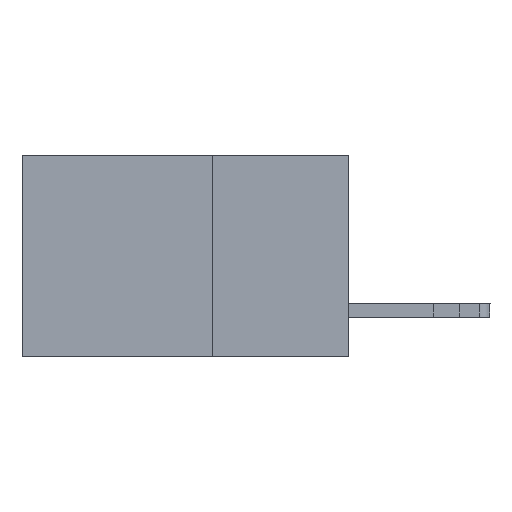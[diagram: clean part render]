
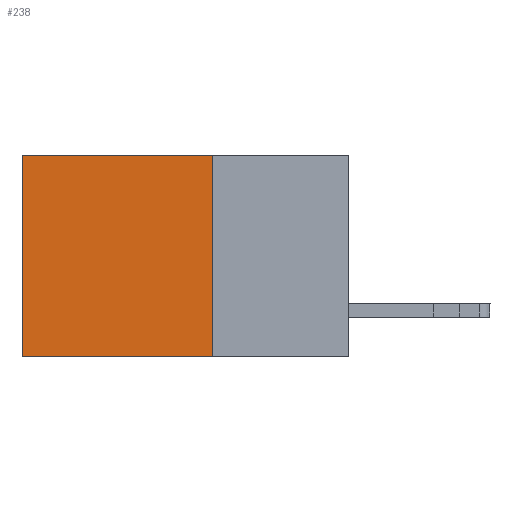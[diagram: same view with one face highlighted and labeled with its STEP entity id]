
A CAD part, left-side view. The second image highlights one B-rep face of the part: STEP entity #238.
In plain terms, the highlighted planar face has unit normal (-1, 0, 0).
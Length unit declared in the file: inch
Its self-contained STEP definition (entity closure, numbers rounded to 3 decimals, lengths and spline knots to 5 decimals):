
#58 = AXIS2_PLACEMENT_3D ( 'NONE', #17530, #3958, #13111 ) ;
#191 = CARTESIAN_POINT ( 'NONE',  ( 0.298, 0.6, 0. ) ) ;
#238 = ADVANCED_FACE ( 'NONE', ( #10247 ), #15889, .F. ) ;
#552 = DIRECTION ( 'NONE',  ( 0., 1., 0. ) ) ;
#1657 = VERTEX_POINT ( 'NONE', #3803 ) ;
#2227 = ORIENTED_EDGE ( 'NONE', *, *, #16108, .F. ) ;
#2328 = VERTEX_POINT ( 'NONE', #14894 ) ;
#3803 = CARTESIAN_POINT ( 'NONE',  ( 0.298, 0.25, 0. ) ) ;
#3958 = DIRECTION ( 'NONE',  ( 1., 0., 0. ) ) ;
#4333 = ORIENTED_EDGE ( 'NONE', *, *, #13011, .T. ) ;
#4853 = CARTESIAN_POINT ( 'NONE',  ( 0.298, 0.25, -0.37 ) ) ;
#5762 = CARTESIAN_POINT ( 'NONE',  ( 0.298, 0.25, 0. ) ) ;
#5859 = EDGE_CURVE ( 'NONE', #11056, #2328, #11202, .T. ) ;
#5938 = LINE ( 'NONE', #5762, #12817 ) ;
#6094 = ORIENTED_EDGE ( 'NONE', *, *, #5859, .T. ) ;
#6422 = VECTOR ( 'NONE', #552, 39.37008 ) ;
#10247 = FACE_OUTER_BOUND ( 'NONE', #13647, .T. ) ;
#10820 = VECTOR ( 'NONE', #18134, 39.37008 ) ;
#11056 = VERTEX_POINT ( 'NONE', #14696 ) ;
#11202 = LINE ( 'NONE', #191, #10820 ) ;
#12817 = VECTOR ( 'NONE', #12950, 39.37008 ) ;
#12950 = DIRECTION ( 'NONE',  ( 0., 0., -1. ) ) ;
#13011 = EDGE_CURVE ( 'NONE', #1657, #11056, #17727, .T. ) ;
#13111 = DIRECTION ( 'NONE',  ( 0., 0., -1. ) ) ;
#13576 = CARTESIAN_POINT ( 'NONE',  ( 0.298, 0.25, 0. ) ) ;
#13647 = EDGE_LOOP ( 'NONE', ( #6094, #2227, #16486, #4333 ) ) ;
#13705 = VERTEX_POINT ( 'NONE', #4853 ) ;
#13968 = EDGE_CURVE ( 'NONE', #1657, #13705, #5938, .T. ) ;
#14696 = CARTESIAN_POINT ( 'NONE',  ( 0.298, 0.6, 0. ) ) ;
#14894 = CARTESIAN_POINT ( 'NONE',  ( 0.298, 0.6, -0.37 ) ) ;
#15889 = PLANE ( 'NONE',  #58 ) ;
#15901 = CARTESIAN_POINT ( 'NONE',  ( 0.298, 0.25, -0.37 ) ) ;
#16072 = LINE ( 'NONE', #15901, #6422 ) ;
#16108 = EDGE_CURVE ( 'NONE', #13705, #2328, #16072, .T. ) ;
#16342 = DIRECTION ( 'NONE',  ( 0., 1., 0. ) ) ;
#16486 = ORIENTED_EDGE ( 'NONE', *, *, #13968, .F. ) ;
#17191 = VECTOR ( 'NONE', #16342, 39.37008 ) ;
#17530 = CARTESIAN_POINT ( 'NONE',  ( 0.298, 0.25, 0. ) ) ;
#17727 = LINE ( 'NONE', #13576, #17191 ) ;
#18134 = DIRECTION ( 'NONE',  ( 0., 0., -1. ) ) ;
